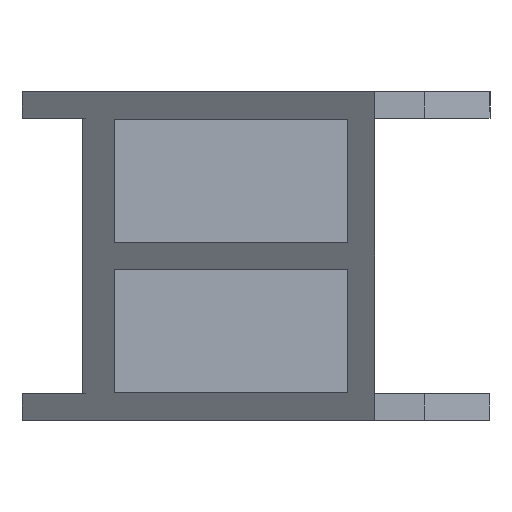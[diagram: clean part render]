
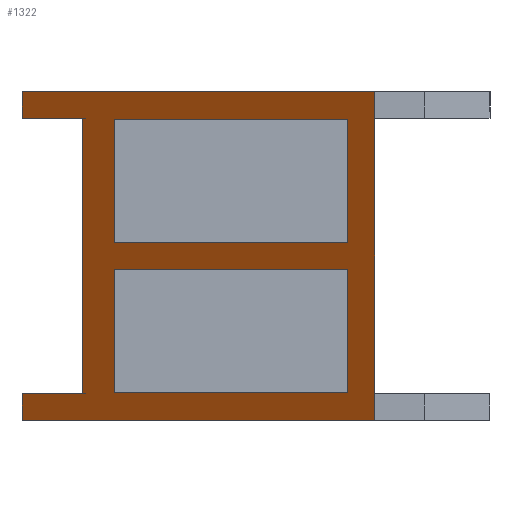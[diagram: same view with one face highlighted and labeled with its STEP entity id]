
A CAD part, front view. The second image highlights one B-rep face of the part: STEP entity #1322.
In plain terms, the highlighted planar face has unit normal (-0.648, -0.762, 0).
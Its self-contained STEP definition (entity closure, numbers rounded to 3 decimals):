
#39=FACE_BOUND('',#223,.T.);
#40=FACE_BOUND('',#224,.T.);
#82=PLANE('',#1426);
#132=FACE_OUTER_BOUND('',#222,.T.);
#222=EDGE_LOOP('',(#1034,#1035,#1036,#1037,#1038,#1039,#1040,#1041));
#223=EDGE_LOOP('',(#1042,#1043,#1044,#1045));
#224=EDGE_LOOP('',(#1046,#1047,#1048,#1049));
#318=LINE('',#1945,#452);
#320=LINE('',#1951,#454);
#324=LINE('',#1958,#458);
#326=LINE('',#1962,#460);
#328=LINE('',#1966,#462);
#332=LINE('',#1976,#466);
#345=LINE('',#2002,#479);
#355=LINE('',#2037,#489);
#357=LINE('',#2041,#491);
#358=LINE('',#2042,#492);
#359=LINE('',#2044,#493);
#360=LINE('',#2046,#494);
#361=LINE('',#2048,#495);
#362=LINE('',#2049,#496);
#363=LINE('',#2050,#497);
#364=LINE('',#2051,#498);
#452=VECTOR('',#1576,10.);
#454=VECTOR('',#1580,10.);
#458=VECTOR('',#1586,10.);
#460=VECTOR('',#1590,10.);
#462=VECTOR('',#1594,10.);
#466=VECTOR('',#1600,10.);
#479=VECTOR('',#1623,10.);
#489=VECTOR('',#1651,10.);
#491=VECTOR('',#1655,10.);
#492=VECTOR('',#1656,10.);
#493=VECTOR('',#1657,10.);
#494=VECTOR('',#1658,10.);
#495=VECTOR('',#1659,10.);
#496=VECTOR('',#1660,10.);
#497=VECTOR('',#1661,10.);
#498=VECTOR('',#1662,10.);
#640=VERTEX_POINT('',#1939);
#642=VERTEX_POINT('',#1943);
#643=VERTEX_POINT('',#1947);
#645=VERTEX_POINT('',#1950);
#647=VERTEX_POINT('',#1956);
#648=VERTEX_POINT('',#1960);
#649=VERTEX_POINT('',#1964);
#653=VERTEX_POINT('',#1973);
#654=VERTEX_POINT('',#1975);
#661=VERTEX_POINT('',#1999);
#662=VERTEX_POINT('',#2001);
#678=VERTEX_POINT('',#2036);
#679=VERTEX_POINT('',#2040);
#680=VERTEX_POINT('',#2043);
#681=VERTEX_POINT('',#2045);
#682=VERTEX_POINT('',#2047);
#770=EDGE_CURVE('',#640,#642,#318,.T.);
#772=EDGE_CURVE('',#645,#643,#320,.T.);
#776=EDGE_CURVE('',#647,#643,#324,.T.);
#778=EDGE_CURVE('',#648,#647,#326,.T.);
#780=EDGE_CURVE('',#649,#642,#328,.T.);
#784=EDGE_CURVE('',#653,#654,#332,.T.);
#797=EDGE_CURVE('',#662,#661,#345,.T.);
#815=EDGE_CURVE('',#640,#678,#355,.T.);
#817=EDGE_CURVE('',#679,#653,#357,.T.);
#818=EDGE_CURVE('',#662,#679,#358,.T.);
#819=EDGE_CURVE('',#680,#661,#359,.T.);
#820=EDGE_CURVE('',#680,#681,#360,.T.);
#821=EDGE_CURVE('',#681,#682,#361,.T.);
#822=EDGE_CURVE('',#654,#682,#362,.T.);
#823=EDGE_CURVE('',#645,#648,#363,.T.);
#824=EDGE_CURVE('',#678,#649,#364,.T.);
#1034=ORIENTED_EDGE('',*,*,#784,.F.);
#1035=ORIENTED_EDGE('',*,*,#817,.F.);
#1036=ORIENTED_EDGE('',*,*,#818,.F.);
#1037=ORIENTED_EDGE('',*,*,#797,.T.);
#1038=ORIENTED_EDGE('',*,*,#819,.F.);
#1039=ORIENTED_EDGE('',*,*,#820,.T.);
#1040=ORIENTED_EDGE('',*,*,#821,.T.);
#1041=ORIENTED_EDGE('',*,*,#822,.F.);
#1042=ORIENTED_EDGE('',*,*,#776,.F.);
#1043=ORIENTED_EDGE('',*,*,#778,.F.);
#1044=ORIENTED_EDGE('',*,*,#823,.F.);
#1045=ORIENTED_EDGE('',*,*,#772,.T.);
#1046=ORIENTED_EDGE('',*,*,#770,.T.);
#1047=ORIENTED_EDGE('',*,*,#780,.F.);
#1048=ORIENTED_EDGE('',*,*,#824,.F.);
#1049=ORIENTED_EDGE('',*,*,#815,.F.);
#1322=ADVANCED_FACE('',(#132,#39,#40),#82,.T.);
#1426=AXIS2_PLACEMENT_3D('',#2039,#1653,#1654);
#1576=DIRECTION('',(0.,0.,-1.));
#1580=DIRECTION('',(0.,0.,-1.));
#1586=DIRECTION('',(0.762,-0.648,0.));
#1590=DIRECTION('',(0.,0.,-1.));
#1594=DIRECTION('',(0.762,-0.648,0.));
#1600=DIRECTION('',(0.,0.,-1.));
#1623=DIRECTION('',(0.762,-0.648,0.));
#1651=DIRECTION('',(-0.762,0.648,0.));
#1653=DIRECTION('center_axis',(-0.648,-0.762,0.));
#1654=DIRECTION('ref_axis',(-0.762,0.648,0.));
#1655=DIRECTION('',(0.762,-0.648,0.));
#1656=DIRECTION('',(0.,0.,1.));
#1657=DIRECTION('',(0.,0.,1.));
#1658=DIRECTION('',(-0.762,0.648,0.));
#1659=DIRECTION('',(0.,0.,-1.));
#1660=DIRECTION('',(-0.762,0.648,0.));
#1661=DIRECTION('',(-0.762,0.648,0.));
#1662=DIRECTION('',(0.,0.,-1.));
#1939=CARTESIAN_POINT('',(-7.,-54.946,-242.07));
#1943=CARTESIAN_POINT('',(-7.,-54.946,-255.67));
#1945=CARTESIAN_POINT('',(-7.,-54.946,-225.47));
#1947=CARTESIAN_POINT('',(-7.,-54.946,-239.07));
#1950=CARTESIAN_POINT('',(-7.,-54.946,-225.47));
#1951=CARTESIAN_POINT('',(-7.,-54.946,-225.47));
#1956=CARTESIAN_POINT('',(-32.744,-33.064,-239.07));
#1958=CARTESIAN_POINT('',(-4.,-57.496,-239.07));
#1960=CARTESIAN_POINT('',(-32.744,-33.064,-225.47));
#1962=CARTESIAN_POINT('',(-32.744,-33.064,-240.57));
#1964=CARTESIAN_POINT('',(-32.744,-33.064,-255.67));
#1966=CARTESIAN_POINT('',(-4.,-57.496,-255.67));
#1973=CARTESIAN_POINT('',(-4.,-57.496,-222.47));
#1975=CARTESIAN_POINT('',(-4.,-57.496,-258.67));
#1976=CARTESIAN_POINT('',(-4.,-57.496,-240.57));
#1999=CARTESIAN_POINT('',(-36.273,-30.064,-225.37));
#2001=CARTESIAN_POINT('',(-42.906,-24.427,-225.37));
#2002=CARTESIAN_POINT('',(-35.488,-30.732,-225.37));
#2036=CARTESIAN_POINT('',(-32.744,-33.064,-242.07));
#2037=CARTESIAN_POINT('',(-4.,-57.496,-242.07));
#2039=CARTESIAN_POINT('Origin',(-36.553,-29.826,-255.67));
#2040=CARTESIAN_POINT('',(-42.906,-24.427,-222.47));
#2041=CARTESIAN_POINT('',(-42.906,-24.427,-222.47));
#2042=CARTESIAN_POINT('',(-42.906,-24.427,-225.47));
#2043=CARTESIAN_POINT('',(-36.273,-30.064,-255.77));
#2044=CARTESIAN_POINT('',(-36.273,-30.064,-258.67));
#2045=CARTESIAN_POINT('',(-42.906,-24.427,-255.77));
#2046=CARTESIAN_POINT('',(-35.343,-30.855,-255.77));
#2047=CARTESIAN_POINT('',(-42.906,-24.427,-258.67));
#2048=CARTESIAN_POINT('',(-42.906,-24.427,-255.67));
#2049=CARTESIAN_POINT('',(-34.504,-31.568,-258.67));
#2050=CARTESIAN_POINT('',(-4.,-57.496,-225.47));
#2051=CARTESIAN_POINT('',(-32.744,-33.064,-240.57));
